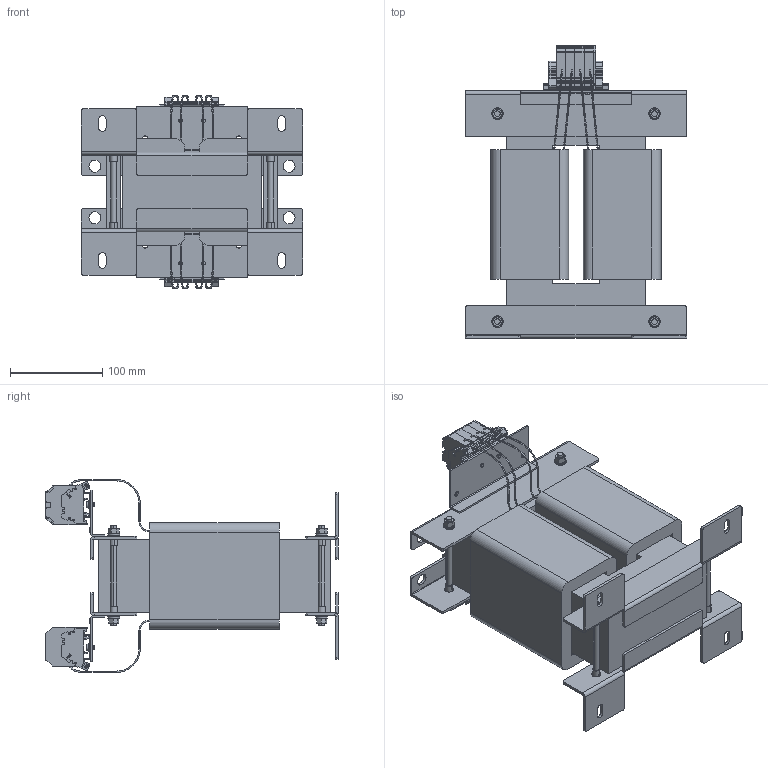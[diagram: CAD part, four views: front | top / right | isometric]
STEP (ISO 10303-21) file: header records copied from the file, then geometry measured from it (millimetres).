
FILE_DESCRIPTION (( 'STEP AP214' ), '1' );
FILE_NAME ('9314 STEP.STEP', '2025-04-11T10:45:02', ( '' ), ( '' ), 'SwSTEP 2.0', 'SolidWorks 2022', '' );
FILE_SCHEMA (( 'AUTOMOTIVE_DESIGN' ));
Length unit declared in the file: millimetre
Products named in the file (1): 9314 STEP
Bounding box: 240 x 316.67 x 208.72 mm (x, y, z)
Volume: 4317327.4 mm3; surface area: 714060.3 mm2
Topology: 73 solids, 73 shells, 3222 faces, 8664 edges, 5664 vertices
Faces by surface type: plane 1642, cylinder 1344, cone 136, torus 80, bspline 20
Entity records: 139636 total; most frequent: CARTESIAN_POINT 20175, DIRECTION 17794, ORIENTED_EDGE 17328, EDGE_CURVE 8664, AXIS2_PLACEMENT_3D 6211, VERTEX_POINT 5664, VECTOR 5372, LINE 5372
